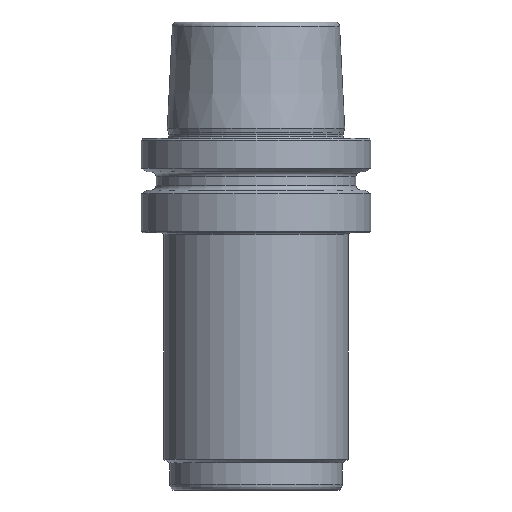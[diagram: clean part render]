
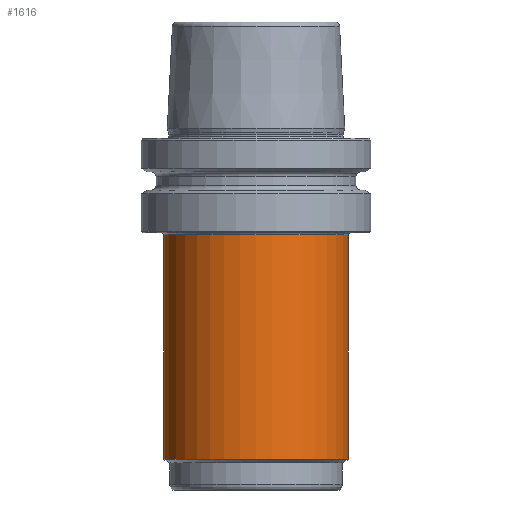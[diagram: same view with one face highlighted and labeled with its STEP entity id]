
A CAD part, front view. The second image highlights one B-rep face of the part: STEP entity #1616.
In plain terms, the highlighted cylindrical face has radius 10.15 mm (diameter 20.3 mm), a full revolution.
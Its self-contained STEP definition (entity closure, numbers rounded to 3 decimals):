
#240=ORIENTED_EDGE('',*,*,#341,.T.);
#241=ORIENTED_EDGE('',*,*,#340,.T.);
#340=EDGE_CURVE('',#429,#429,#518,.T.);
#341=EDGE_CURVE('',#430,#430,#519,.T.);
#429=VERTEX_POINT('',#2410);
#430=VERTEX_POINT('',#2413);
#518=CIRCLE('',#1792,10.15);
#519=CIRCLE('',#1794,10.15);
#685=EDGE_LOOP('',(#240));
#686=EDGE_LOOP('',(#241));
#863=FACE_BOUND('',#685,.T.);
#864=FACE_BOUND('',#686,.T.);
#906=CYLINDRICAL_SURFACE('',#1793,10.15);
#1616=ADVANCED_FACE('',(#863,#864),#906,.T.);
#1792=AXIS2_PLACEMENT_3D('',#2409,#2131,#2132);
#1793=AXIS2_PLACEMENT_3D('',#2411,#2133,#2134);
#1794=AXIS2_PLACEMENT_3D('',#2412,#2135,#2136);
#2131=DIRECTION('',(0.,0.,1.));
#2132=DIRECTION('',(1.,0.,0.));
#2133=DIRECTION('',(0.,0.,1.));
#2134=DIRECTION('',(1.,0.,0.));
#2135=DIRECTION('',(0.,0.,-1.));
#2136=DIRECTION('',(-1.,0.,0.));
#2409=CARTESIAN_POINT('',(0.,0.,-35.125));
#2410=CARTESIAN_POINT('',(10.15,0.,-35.125));
#2411=CARTESIAN_POINT('',(0.,0.,17.));
#2412=CARTESIAN_POINT('',(0.,0.,-10.4));
#2413=CARTESIAN_POINT('',(-10.15,0.,-10.4));
